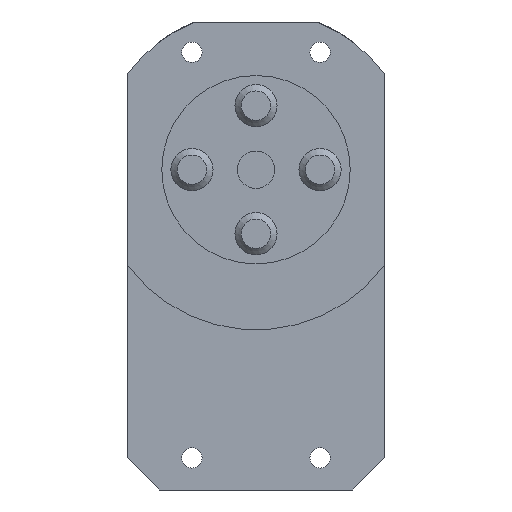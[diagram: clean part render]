
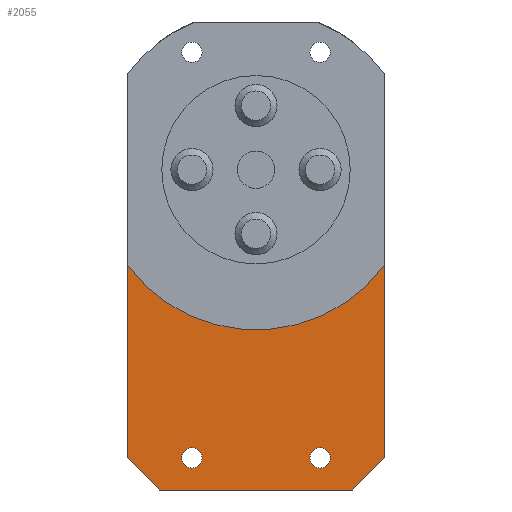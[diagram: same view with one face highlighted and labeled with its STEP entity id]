
A CAD part, front view. The second image highlights one B-rep face of the part: STEP entity #2055.
In plain terms, the highlighted planar face has unit normal (0, -1, 0).
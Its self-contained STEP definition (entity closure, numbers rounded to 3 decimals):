
#57=LINE('',#3090,#258);
#65=LINE('',#3105,#266);
#76=LINE('',#3138,#277);
#78=LINE('',#3142,#279);
#89=LINE('',#3172,#290);
#258=VECTOR('',#2446,10.);
#266=VECTOR('',#2456,10.);
#277=VECTOR('',#2483,10.);
#279=VECTOR('',#2487,10.);
#290=VECTOR('',#2520,10.);
#486=FACE_BOUND('',#657,.T.);
#487=FACE_BOUND('',#658,.T.);
#521=FACE_OUTER_BOUND('',#656,.T.);
#656=EDGE_LOOP('',(#1447,#1448,#1449,#1450,#1451,#1452));
#657=EDGE_LOOP('',(#1453));
#658=EDGE_LOOP('',(#1454));
#798=CIRCLE('',#2208,0.95);
#799=CIRCLE('',#2210,0.95);
#801=CIRCLE('',#2215,15.);
#889=VERTEX_POINT('',#3088);
#890=VERTEX_POINT('',#3089);
#896=VERTEX_POINT('',#3103);
#909=VERTEX_POINT('',#3135);
#910=VERTEX_POINT('',#3137);
#911=VERTEX_POINT('',#3141);
#915=VERTEX_POINT('',#3153);
#916=VERTEX_POINT('',#3157);
#1081=EDGE_CURVE('',#889,#890,#57,.T.);
#1089=EDGE_CURVE('',#889,#896,#65,.T.);
#1106=EDGE_CURVE('',#909,#910,#76,.T.);
#1108=EDGE_CURVE('',#911,#910,#78,.T.);
#1115=EDGE_CURVE('',#915,#915,#798,.T.);
#1117=EDGE_CURVE('',#916,#916,#799,.T.);
#1123=EDGE_CURVE('',#896,#911,#801,.T.);
#1124=EDGE_CURVE('',#890,#909,#89,.T.);
#1447=ORIENTED_EDGE('',*,*,#1081,.F.);
#1448=ORIENTED_EDGE('',*,*,#1089,.T.);
#1449=ORIENTED_EDGE('',*,*,#1123,.T.);
#1450=ORIENTED_EDGE('',*,*,#1108,.T.);
#1451=ORIENTED_EDGE('',*,*,#1106,.F.);
#1452=ORIENTED_EDGE('',*,*,#1124,.F.);
#1453=ORIENTED_EDGE('',*,*,#1115,.T.);
#1454=ORIENTED_EDGE('',*,*,#1117,.T.);
#1970=PLANE('',#2214);
#2055=ADVANCED_FACE('',(#521,#486,#487),#1970,.F.);
#2208=AXIS2_PLACEMENT_3D('',#3155,#2499,#2500);
#2210=AXIS2_PLACEMENT_3D('',#3159,#2504,#2505);
#2214=AXIS2_PLACEMENT_3D('',#3170,#2516,#2517);
#2215=AXIS2_PLACEMENT_3D('',#3171,#2518,#2519);
#2446=DIRECTION('',(-0.707,0.,-0.707));
#2456=DIRECTION('',(0.,0.,1.));
#2483=DIRECTION('',(-0.707,0.,0.707));
#2487=DIRECTION('',(0.,0.,-1.));
#2499=DIRECTION('center_axis',(0.,1.,0.));
#2500=DIRECTION('ref_axis',(1.,0.,0.));
#2504=DIRECTION('center_axis',(0.,1.,0.));
#2505=DIRECTION('ref_axis',(1.,0.,0.));
#2516=DIRECTION('center_axis',(0.,1.,0.));
#2517=DIRECTION('ref_axis',(0.,0.,1.));
#2518=DIRECTION('center_axis',(0.,1.,0.));
#2519=DIRECTION('ref_axis',(-1.,0.,0.));
#2520=DIRECTION('',(-1.,0.,0.));
#3088=CARTESIAN_POINT('',(12.012,0.,-27.));
#3089=CARTESIAN_POINT('',(9.012,0.,-30.));
#3090=CARTESIAN_POINT('',(12.092,0.,-26.92));
#3103=CARTESIAN_POINT('',(12.012,0.,-8.984));
#3105=CARTESIAN_POINT('',(12.012,0.,-1.342));
#3135=CARTESIAN_POINT('',(-9.012,0.,-30.));
#3137=CARTESIAN_POINT('',(-12.012,0.,-27.));
#3138=CARTESIAN_POINT('',(-12.092,0.,-26.92));
#3141=CARTESIAN_POINT('',(-12.012,0.,-8.984));
#3142=CARTESIAN_POINT('',(-12.012,0.,-20.834));
#3153=CARTESIAN_POINT('',(5.05,0.,-27.));
#3155=CARTESIAN_POINT('Origin',(6.,0.,-27.));
#3157=CARTESIAN_POINT('',(-6.95,0.,-27.));
#3159=CARTESIAN_POINT('Origin',(-6.,0.,-27.));
#3170=CARTESIAN_POINT('Origin',(0.,0.,-11.668));
#3171=CARTESIAN_POINT('Origin',(0.,0.,0.));
#3172=CARTESIAN_POINT('',(15.,0.,-30.));
